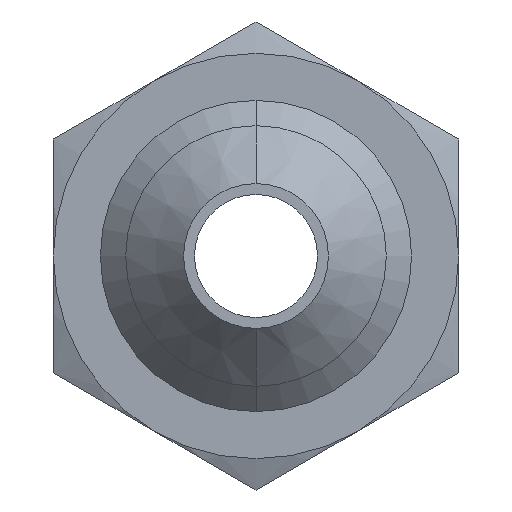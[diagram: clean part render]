
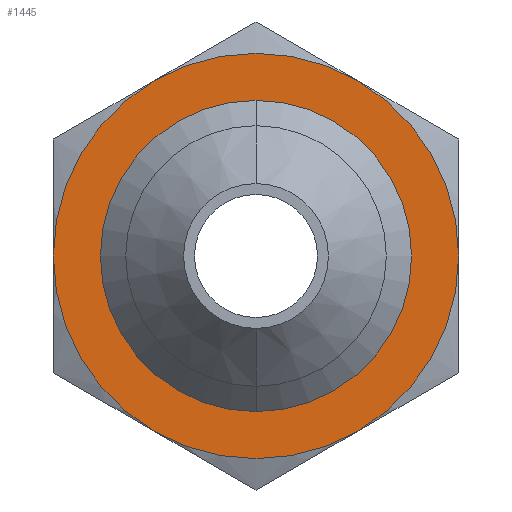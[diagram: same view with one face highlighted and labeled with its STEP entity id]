
A CAD part, front view. The second image highlights one B-rep face of the part: STEP entity #1445.
In plain terms, the highlighted planar face has unit normal (0, -1, 0).
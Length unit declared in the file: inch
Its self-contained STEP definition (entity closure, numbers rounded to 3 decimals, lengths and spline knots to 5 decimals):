
#393=CARTESIAN_POINT('',(0.,0.57,0.));
#394=DIRECTION('',(0.,-1.,0.));
#395=DIRECTION('',(0.5,0.,0.866));
#396=AXIS2_PLACEMENT_3D('',#393,#394,#395);
#401=CARTESIAN_POINT('',(0.,0.57,0.));
#402=DIRECTION('',(0.,-1.,0.));
#403=DIRECTION('',(0.,0.,1.));
#404=AXIS2_PLACEMENT_3D('',#401,#402,#403);
#409=CARTESIAN_POINT('',(0.,0.57,0.));
#410=DIRECTION('',(0.,1.,0.));
#411=DIRECTION('',(0.,0.,1.));
#412=AXIS2_PLACEMENT_3D('',#409,#410,#411);
#417=CARTESIAN_POINT('',(0.,0.57,0.));
#418=DIRECTION('',(0.,-1.,0.));
#419=DIRECTION('',(1.,0.,0.));
#420=AXIS2_PLACEMENT_3D('',#417,#418,#419);
#425=CARTESIAN_POINT('',(0.,0.57,0.));
#426=DIRECTION('',(0.,-1.,0.));
#427=DIRECTION('',(0.5,0.,-0.866));
#428=AXIS2_PLACEMENT_3D('',#425,#426,#427);
#433=CARTESIAN_POINT('',(0.,0.57,0.));
#434=DIRECTION('',(0.,-1.,0.));
#435=DIRECTION('',(-1.,0.,0.));
#436=AXIS2_PLACEMENT_3D('',#433,#434,#435);
#441=CARTESIAN_POINT('',(0.,0.57,0.));
#442=DIRECTION('',(0.,-1.,0.));
#443=DIRECTION('',(-0.5,0.,0.866));
#444=AXIS2_PLACEMENT_3D('',#441,#442,#443);
#629=CARTESIAN_POINT('',(0.,0.57,0.));
#630=DIRECTION('',(0.,-1.,0.));
#631=DIRECTION('',(-0.5,0.,-0.866));
#632=AXIS2_PLACEMENT_3D('',#629,#630,#631);
#990=CARTESIAN_POINT('',(-0.14,0.57,0.24249));
#991=CARTESIAN_POINT('',(-0.28,0.57,0.));
#992=VERTEX_POINT('',#990);
#993=VERTEX_POINT('',#991);
#994=CARTESIAN_POINT('',(-0.14,0.57,-0.24249));
#995=VERTEX_POINT('',#994);
#996=CARTESIAN_POINT('',(0.14,0.57,-0.24249));
#997=CARTESIAN_POINT('',(0.28,0.57,0.));
#998=VERTEX_POINT('',#996);
#999=VERTEX_POINT('',#997);
#1000=CARTESIAN_POINT('',(0.14,0.57,0.24249));
#1001=VERTEX_POINT('',#1000);
#1009=CARTESIAN_POINT('',(0.,0.57,0.18));
#1011=VERTEX_POINT('',#1009);
#1013=CARTESIAN_POINT('',(0.,0.57,-0.18));
#1015=VERTEX_POINT('',#1013);
#1425=CARTESIAN_POINT('',(0.,0.57,0.));
#1426=DIRECTION('',(0.,1.,0.));
#1427=DIRECTION('',(0.,0.,1.));
#1428=AXIS2_PLACEMENT_3D('',#1425,#1426,#1427);
#1429=PLANE('',#1428);
#1430=ORIENTED_EDGE('',*,*,#1416,.F.);
#1431=ORIENTED_EDGE('',*,*,#1402,.F.);
#1432=ORIENTED_EDGE('',*,*,#1388,.F.);
#1434=ORIENTED_EDGE('',*,*,#1433,.F.);
#1435=ORIENTED_EDGE('',*,*,#1362,.F.);
#1436=ORIENTED_EDGE('',*,*,#1375,.F.);
#1437=EDGE_LOOP('',(#1430,#1431,#1432,#1434,#1435,#1436));
#1438=FACE_OUTER_BOUND('',#1437,.F.);
#1440=ORIENTED_EDGE('',*,*,#1439,.T.);
#1442=ORIENTED_EDGE('',*,*,#1441,.F.);
#1443=EDGE_LOOP('',(#1440,#1442));
#1444=FACE_BOUND('',#1443,.F.);
#1445=ADVANCED_FACE('',(#1438,#1444),#1429,.F.);
#397=CIRCLE('',#396,0.28);
#405=CIRCLE('',#404,0.18);
#413=CIRCLE('',#412,0.18);
#421=CIRCLE('',#420,0.28);
#429=CIRCLE('',#428,0.28);
#437=CIRCLE('',#436,0.28);
#445=CIRCLE('',#444,0.28);
#633=CIRCLE('',#632,0.28);
#1362=EDGE_CURVE('',#993,#995,#437,.T.);
#1375=EDGE_CURVE('',#992,#993,#445,.T.);
#1388=EDGE_CURVE('',#998,#999,#429,.T.);
#1402=EDGE_CURVE('',#999,#1001,#421,.T.);
#1416=EDGE_CURVE('',#1001,#992,#397,.T.);
#1433=EDGE_CURVE('',#995,#998,#633,.T.);
#1439=EDGE_CURVE('',#1011,#1015,#405,.T.);
#1441=EDGE_CURVE('',#1011,#1015,#413,.T.);
